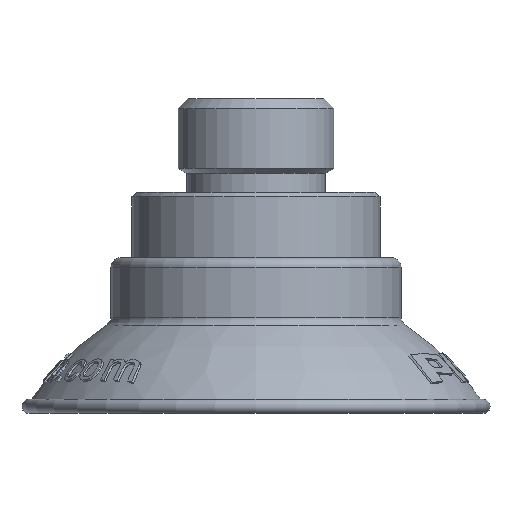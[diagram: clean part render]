
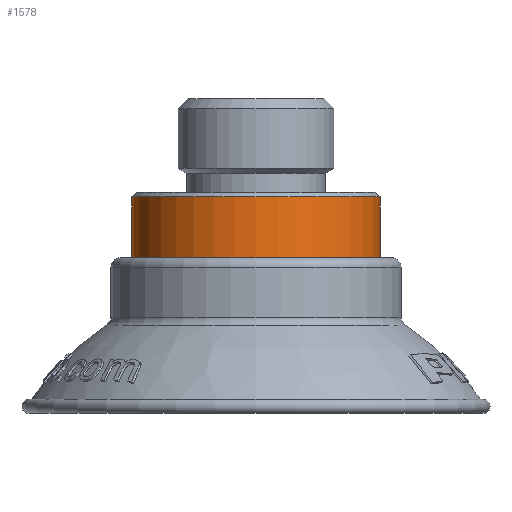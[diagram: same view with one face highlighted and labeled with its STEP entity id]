
A CAD part, front view. The second image highlights one B-rep face of the part: STEP entity #1578.
In plain terms, the highlighted cylindrical face has radius 13.25 mm (diameter 26.5 mm), a full revolution.
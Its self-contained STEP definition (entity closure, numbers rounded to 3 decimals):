
#1578 = ADVANCED_FACE( '', ( #3152, #3153 ), #3154, .T. );
#3152 = FACE_OUTER_BOUND( '', #5711, .T. );
#3153 = FACE_OUTER_BOUND( '', #5712, .T. );
#3154 = CYLINDRICAL_SURFACE( '', #5713, 13.25 );
#5711 = EDGE_LOOP( '', ( #6682 ) );
#5712 = EDGE_LOOP( '', ( #6683 ) );
#5713 = AXIS2_PLACEMENT_3D( '', #6684, #6685, #6686 );
#6682 = ORIENTED_EDGE( '', *, *, #8054, .T. );
#6683 = ORIENTED_EDGE( '', *, *, #8053, .F. );
#6684 = CARTESIAN_POINT( '', ( 0., 0., 13.5 ) );
#6685 = DIRECTION( '', ( 0., 0., 1. ) );
#6686 = DIRECTION( '', ( -1., 0., 0. ) );
#8053 = EDGE_CURVE( '', #12123, #12123, #12124, .T. );
#8054 = EDGE_CURVE( '', #12125, #12125, #12126, .T. );
#12123 = VERTEX_POINT( '', #12604 );
#12124 = CIRCLE( '', #12605, 13.25 );
#12125 = VERTEX_POINT( '', #12606 );
#12126 = CIRCLE( '', #12607, 13.25 );
#12604 = CARTESIAN_POINT( '', ( -13.25, 0., -17. ) );
#12605 = AXIS2_PLACEMENT_3D( '', #12713, #12714, #12715 );
#12606 = CARTESIAN_POINT( '', ( -13.25, 0., -10.5 ) );
#12607 = AXIS2_PLACEMENT_3D( '', #12716, #12717, #12718 );
#12713 = CARTESIAN_POINT( '', ( 0., 0., -17. ) );
#12714 = DIRECTION( '', ( 0., 0., -1. ) );
#12715 = DIRECTION( '', ( -1., 0., 0. ) );
#12716 = CARTESIAN_POINT( '', ( 0., 0., -10.5 ) );
#12717 = DIRECTION( '', ( 0., 0., -1. ) );
#12718 = DIRECTION( '', ( -1., 0., 0. ) );
